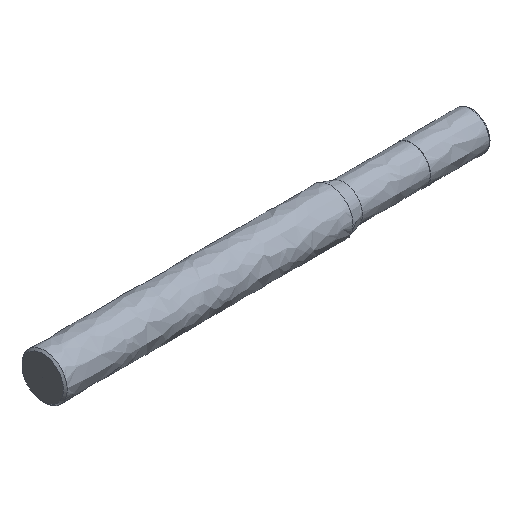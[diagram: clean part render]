
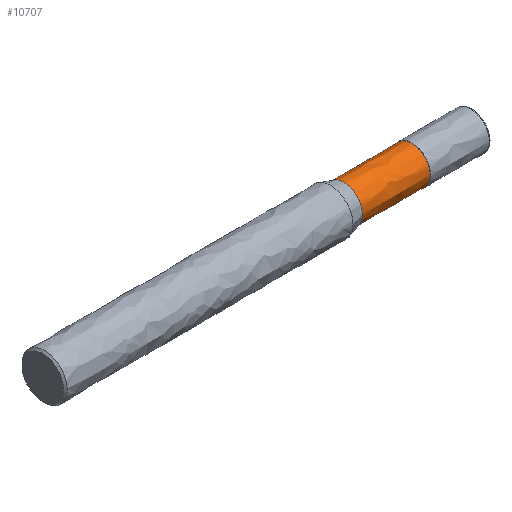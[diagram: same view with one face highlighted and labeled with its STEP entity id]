
A CAD part, isometric view. The second image highlights one B-rep face of the part: STEP entity #10707.
In plain terms, the highlighted free-form (B-spline) face has degree [5, 3] with [6, 4] control points.
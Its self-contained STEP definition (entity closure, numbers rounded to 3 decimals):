
#10612 = CARTESIAN_POINT ('', (-17., 2.45, 0.));
#10613 = VERTEX_POINT ('', #10612);
#10614 = CARTESIAN_POINT ('', (-17., 2.45, 0.));
#10615 = CARTESIAN_POINT ('', (-17., 2.45, -9.8));
#10616 = CARTESIAN_POINT ('', (-17., -7.35, -4.9));
#10617 = CARTESIAN_POINT ('', (-17., -7.35, 4.9));
#10618 = CARTESIAN_POINT ('', (-17., 2.45, 9.8));
#10619 = CARTESIAN_POINT ('', (-17., 2.45, 0.));
#10620 = (
   BOUNDED_CURVE ()
   B_SPLINE_CURVE (5, (#10614, #10615, #10616, #10617, #10618, #10619), .UNSPECIFIED., .T., .U.)
   B_SPLINE_CURVE_WITH_KNOTS ((6, 6), (0., 1.), .UNSPECIFIED.)
   CURVE ()
   GEOMETRIC_REPRESENTATION_ITEM ()
   RATIONAL_B_SPLINE_CURVE ((5., 1., 1., 1., 1., 5.))
   REPRESENTATION_ITEM ('')
);
#10621 = EDGE_CURVE ('', #10613, #10613, #10620, .T.);
#10660 = CARTESIAN_POINT ('', (-8., 2.45, 0.));
#10661 = VERTEX_POINT ('', #10660);
#10662 = CARTESIAN_POINT ('', (-8., 2.45, 0.));
#10663 = CARTESIAN_POINT ('', (-8., 2.45, -9.8));
#10664 = CARTESIAN_POINT ('', (-8., -7.35, -4.9));
#10665 = CARTESIAN_POINT ('', (-8., -7.35, 4.9));
#10666 = CARTESIAN_POINT ('', (-8., 2.45, 9.8));
#10667 = CARTESIAN_POINT ('', (-8., 2.45, 0.));
#10668 = (
   BOUNDED_CURVE ()
   B_SPLINE_CURVE (5, (#10662, #10663, #10664, #10665, #10666, #10667), .UNSPECIFIED., .T., .U.)
   B_SPLINE_CURVE_WITH_KNOTS ((6, 6), (0., 1.), .UNSPECIFIED.)
   CURVE ()
   GEOMETRIC_REPRESENTATION_ITEM ()
   RATIONAL_B_SPLINE_CURVE ((5., 1., 1., 1., 1., 5.))
   REPRESENTATION_ITEM ('')
);
#10669 = EDGE_CURVE ('', #10661, #10661, #10668, .T.);
#10670 = ORIENTED_EDGE ('', *, *, #10669, .T.);
#10671 = CARTESIAN_POINT ('', (-17., 2.45, 0.));
#10672 = CARTESIAN_POINT ('', (-14., 2.45, 0.));
#10673 = CARTESIAN_POINT ('', (-11., 2.45, 0.));
#10674 = CARTESIAN_POINT ('', (-8., 2.45, 0.));
#10675 = B_SPLINE_CURVE_WITH_KNOTS ('', 3, (#10671, #10672, #10673, #10674), .UNSPECIFIED., .F., .U., (4, 4), (0., 1.), .UNSPECIFIED.);
#10676 = EDGE_CURVE ('', #10613, #10661, #10675, .T.);
#10677 = ORIENTED_EDGE ('', *, *, #10676, .F.);
#10678 = ORIENTED_EDGE ('', *, *, #10621, .F.);
#10679 = ORIENTED_EDGE ('', *, *, #10676, .T.);
#10680 = EDGE_LOOP ('', (#10670, #10677, #10678, #10679));
#10681 = FACE_OUTER_BOUND ('', #10680, .T.);
#10682 = CARTESIAN_POINT ('', (-17., 2.45, 0.));
#10683 = CARTESIAN_POINT ('', (-14., 2.45, 0.));
#10684 = CARTESIAN_POINT ('', (-11., 2.45, 0.));
#10685 = CARTESIAN_POINT ('', (-8., 2.45, 0.));
#10686 = CARTESIAN_POINT ('', (-17., 2.45, 9.8));
#10687 = CARTESIAN_POINT ('', (-14., 2.45, 9.8));
#10688 = CARTESIAN_POINT ('', (-11., 2.45, 9.8));
#10689 = CARTESIAN_POINT ('', (-8., 2.45, 9.8));
#10690 = CARTESIAN_POINT ('', (-17., -7.35, 4.9));
#10691 = CARTESIAN_POINT ('', (-14., -7.35, 4.9));
#10692 = CARTESIAN_POINT ('', (-11., -7.35, 4.9));
#10693 = CARTESIAN_POINT ('', (-8., -7.35, 4.9));
#10694 = CARTESIAN_POINT ('', (-17., -7.35, -4.9));
#10695 = CARTESIAN_POINT ('', (-14., -7.35, -4.9));
#10696 = CARTESIAN_POINT ('', (-11., -7.35, -4.9));
#10697 = CARTESIAN_POINT ('', (-8., -7.35, -4.9));
#10698 = CARTESIAN_POINT ('', (-17., 2.45, -9.8));
#10699 = CARTESIAN_POINT ('', (-14., 2.45, -9.8));
#10700 = CARTESIAN_POINT ('', (-11., 2.45, -9.8));
#10701 = CARTESIAN_POINT ('', (-8., 2.45, -9.8));
#10702 = CARTESIAN_POINT ('', (-17., 2.45, 0.));
#10703 = CARTESIAN_POINT ('', (-14., 2.45, 0.));
#10704 = CARTESIAN_POINT ('', (-11., 2.45, 0.));
#10705 = CARTESIAN_POINT ('', (-8., 2.45, 0.));
#10706 = (
   BOUNDED_SURFACE ()
   B_SPLINE_SURFACE (5, 3, ((#10682, #10683, #10684, #10685), (#10686, #10687, #10688, #10689), (#10690, #10691, #10692, #10693), (#10694, #10695, #10696, #10697), (#10698, #10699, #10700, #10701), (#10702, #10703, #10704, #10705)), .UNSPECIFIED., .T., .F., .U.)
   B_SPLINE_SURFACE_WITH_KNOTS ((6, 6), (4, 4), (0., 1.), (0., 1.), .UNSPECIFIED.)
   SURFACE ()
   GEOMETRIC_REPRESENTATION_ITEM ()
   RATIONAL_B_SPLINE_SURFACE (((5., 5., 5., 5.), (1., 1., 1., 1.), (1., 1., 1., 1.), (1., 1., 1., 1.), (1., 1., 1., 1.), (5., 5., 5., 5.)))
   REPRESENTATION_ITEM ('')
);
#10707 = ADVANCED_FACE ('', (#10681), #10706, .T.);
